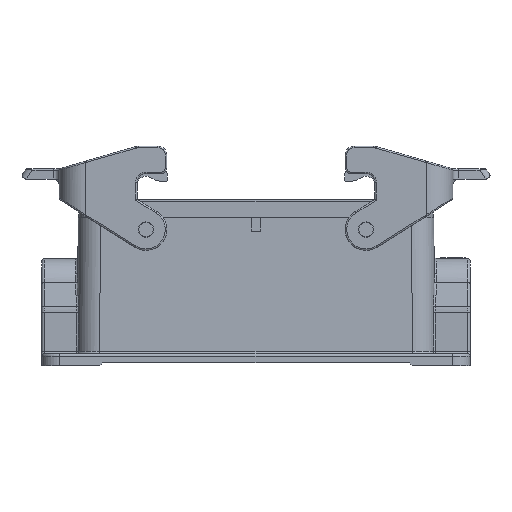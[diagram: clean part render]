
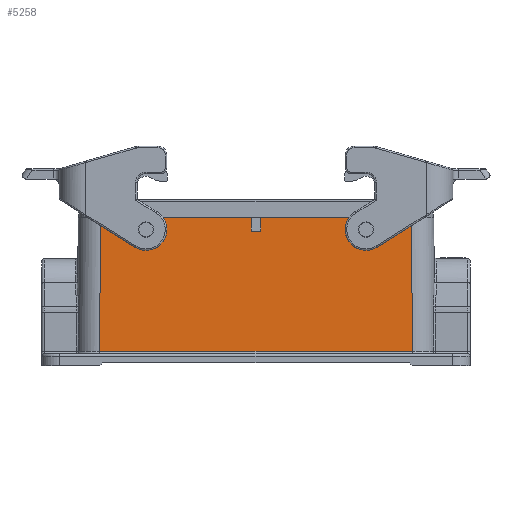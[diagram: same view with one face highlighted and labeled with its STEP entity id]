
A CAD part, front view. The second image highlights one B-rep face of the part: STEP entity #5258.
In plain terms, the highlighted planar face has unit normal (0, -1, 0.007).
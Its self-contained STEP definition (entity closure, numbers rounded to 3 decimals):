
#2907=LINE('',#19470,#3733);
#2978=LINE('',#20231,#3804);
#2981=LINE('',#20241,#3807);
#2995=LINE('',#20289,#3821);
#2997=LINE('',#20293,#3823);
#2999=LINE('',#20297,#3825);
#3074=LINE('',#20519,#3900);
#3075=LINE('',#20520,#3901);
#3733=VECTOR('',#15669,1.);
#3804=VECTOR('',#16102,1.);
#3807=VECTOR('',#16111,1.);
#3821=VECTOR('',#16153,1.);
#3823=VECTOR('',#16157,1.);
#3825=VECTOR('',#16161,1.);
#3900=VECTOR('',#16412,1.);
#3901=VECTOR('',#16413,1.);
#4236=ELLIPSE('',#13611,3.5,3.5);
#4237=ELLIPSE('',#13618,3.5,3.5);
#4353=B_SPLINE_CURVE_WITH_KNOTS('',3,(#17707,#17708,#17709,#17710,#17711,
#17712,#17713,#17714,#17715,#17716),.UNSPECIFIED.,.F.,.F.,(4,2,2,2,4),(0.,
0.25,0.5,0.75,1.),.UNSPECIFIED.);
#4354=B_SPLINE_CURVE_WITH_KNOTS('',3,(#17729,#17730,#17731,#17732,#17733,
#17734,#17735,#17736,#17737,#17738),.UNSPECIFIED.,.F.,.F.,(4,2,2,2,4),(0.,
0.25,0.5,0.75,1.),.UNSPECIFIED.);
#4880=FACE_BOUND('',#6799,.T.);
#4881=FACE_BOUND('',#6800,.T.);
#4882=FACE_BOUND('',#6801,.T.);
#5258=ADVANCED_FACE('',(#4880,#4881,#4882),#5711,.F.);
#5711=PLANE('',#14213);
#6799=EDGE_LOOP('',(#8727,#8728));
#6800=EDGE_LOOP('',(#8729,#8730));
#6801=EDGE_LOOP('',(#8731,#8732,#8733,#8734,#8735,#8736,#8737,#8738));
#8727=ORIENTED_EDGE('',*,*,#11207,.T.);
#8728=ORIENTED_EDGE('',*,*,#11206,.T.);
#8729=ORIENTED_EDGE('',*,*,#11212,.T.);
#8730=ORIENTED_EDGE('',*,*,#11211,.T.);
#8731=ORIENTED_EDGE('',*,*,#11942,.T.);
#8732=ORIENTED_EDGE('',*,*,#11726,.T.);
#8733=ORIENTED_EDGE('',*,*,#11947,.T.);
#8734=ORIENTED_EDGE('',*,*,#12072,.T.);
#8735=ORIENTED_EDGE('',*,*,#11971,.T.);
#8736=ORIENTED_EDGE('',*,*,#11969,.T.);
#8737=ORIENTED_EDGE('',*,*,#11973,.T.);
#8738=ORIENTED_EDGE('',*,*,#12073,.T.);
#10234=VERTEX_POINT('',#17717);
#10235=VERTEX_POINT('',#17718);
#10239=VERTEX_POINT('',#17739);
#10240=VERTEX_POINT('',#17740);
#10588=VERTEX_POINT('',#19409);
#10596=VERTEX_POINT('',#19467);
#10733=VERTEX_POINT('',#20232);
#10736=VERTEX_POINT('',#20240);
#10755=VERTEX_POINT('',#20286);
#10756=VERTEX_POINT('',#20288);
#10757=VERTEX_POINT('',#20292);
#10758=VERTEX_POINT('',#20296);
#11206=EDGE_CURVE('',#10234,#10235,#4353,.T.);
#11207=EDGE_CURVE('',#10235,#10234,#4236,.T.);
#11211=EDGE_CURVE('',#10239,#10240,#4354,.T.);
#11212=EDGE_CURVE('',#10240,#10239,#4237,.T.);
#11726=EDGE_CURVE('',#10596,#10588,#2907,.T.);
#11942=EDGE_CURVE('',#10733,#10596,#2978,.T.);
#11947=EDGE_CURVE('',#10588,#10736,#2981,.T.);
#11969=EDGE_CURVE('',#10755,#10756,#2995,.T.);
#11971=EDGE_CURVE('',#10757,#10755,#2997,.T.);
#11973=EDGE_CURVE('',#10756,#10758,#2999,.T.);
#12072=EDGE_CURVE('',#10736,#10757,#3074,.T.);
#12073=EDGE_CURVE('',#10758,#10733,#3075,.T.);
#13611=AXIS2_PLACEMENT_3D('',#17719,#14716,#14717);
#13618=AXIS2_PLACEMENT_3D('',#17741,#14730,#14731);
#14213=AXIS2_PLACEMENT_3D('',#20521,#16414,#16415);
#14716=DIRECTION('',(0.,1.,-0.007));
#14717=DIRECTION('',(0.,-0.007,-1.));
#14730=DIRECTION('',(0.,1.,-0.007));
#14731=DIRECTION('',(0.,-0.007,-1.));
#15669=DIRECTION('',(1.,0.,0.));
#16102=DIRECTION('',(-0.007,-0.007,-1.));
#16111=DIRECTION('',(-0.007,0.007,1.));
#16153=DIRECTION('',(-1.,0.,0.));
#16157=DIRECTION('',(0.,-0.007,-1.));
#16161=DIRECTION('',(0.,0.007,1.));
#16412=DIRECTION('',(-1.,0.,0.));
#16413=DIRECTION('',(-1.,0.,0.));
#16414=DIRECTION('',(0.,1.,-0.007));
#16415=DIRECTION('',(0.,-0.007,-1.));
#17707=CARTESIAN_POINT('',(40.5,-21.529,1.55));
#17708=CARTESIAN_POINT('',(40.5,-21.536,0.584));
#17709=CARTESIAN_POINT('',(40.158,-21.542,-0.242));
#17710=CARTESIAN_POINT('',(38.792,-21.552,-1.608));
#17711=CARTESIAN_POINT('',(37.966,-21.554,-1.95));
#17712=CARTESIAN_POINT('',(36.034,-21.554,-1.95));
#17713=CARTESIAN_POINT('',(35.209,-21.552,-1.608));
#17714=CARTESIAN_POINT('',(33.842,-21.542,-0.242));
#17715=CARTESIAN_POINT('',(33.5,-21.536,0.583));
#17716=CARTESIAN_POINT('',(33.5,-21.529,1.55));
#17717=CARTESIAN_POINT('',(40.5,-21.529,1.55));
#17718=CARTESIAN_POINT('',(33.5,-21.529,1.55));
#17719=CARTESIAN_POINT('',(37.,-21.529,1.55));
#17729=CARTESIAN_POINT('',(-33.5,-21.529,1.55));
#17730=CARTESIAN_POINT('',(-33.5,-21.536,0.584));
#17731=CARTESIAN_POINT('',(-33.842,-21.542,-0.242));
#17732=CARTESIAN_POINT('',(-35.208,-21.552,-1.608));
#17733=CARTESIAN_POINT('',(-36.034,-21.554,-1.95));
#17734=CARTESIAN_POINT('',(-37.966,-21.554,-1.95));
#17735=CARTESIAN_POINT('',(-38.791,-21.552,-1.608));
#17736=CARTESIAN_POINT('',(-40.158,-21.542,-0.242));
#17737=CARTESIAN_POINT('',(-40.5,-21.536,0.583));
#17738=CARTESIAN_POINT('',(-40.5,-21.529,1.55));
#17739=CARTESIAN_POINT('',(-33.5,-21.529,1.55));
#17740=CARTESIAN_POINT('',(-40.5,-21.529,1.55));
#17741=CARTESIAN_POINT('',(-37.,-21.529,1.55));
#19409=CARTESIAN_POINT('',(52.595,-21.819,-39.456));
#19467=CARTESIAN_POINT('',(-52.595,-21.819,-39.456));
#19470=CARTESIAN_POINT('',(-200.,-21.819,-39.456));
#20231=CARTESIAN_POINT('',(-52.601,-21.825,-40.299));
#20232=CARTESIAN_POINT('',(-52.3,-21.5,5.7));
#20240=CARTESIAN_POINT('',(52.3,-21.5,5.7));
#20241=CARTESIAN_POINT('',(52.301,-21.5,5.651));
#20286=CARTESIAN_POINT('',(1.6,-21.533,1.));
#20288=CARTESIAN_POINT('',(-1.6,-21.533,1.));
#20289=CARTESIAN_POINT('',(-200.,-21.533,1.));
#20292=CARTESIAN_POINT('',(1.6,-21.5,5.7));
#20293=CARTESIAN_POINT('',(1.6,-21.5,5.7));
#20296=CARTESIAN_POINT('',(-1.6,-21.5,5.7));
#20297=CARTESIAN_POINT('',(-1.6,-21.5,5.7));
#20519=CARTESIAN_POINT('',(-200.,-21.5,5.7));
#20520=CARTESIAN_POINT('',(-200.,-21.5,5.7));
#20521=CARTESIAN_POINT('',(-200.,-21.5,5.7));
